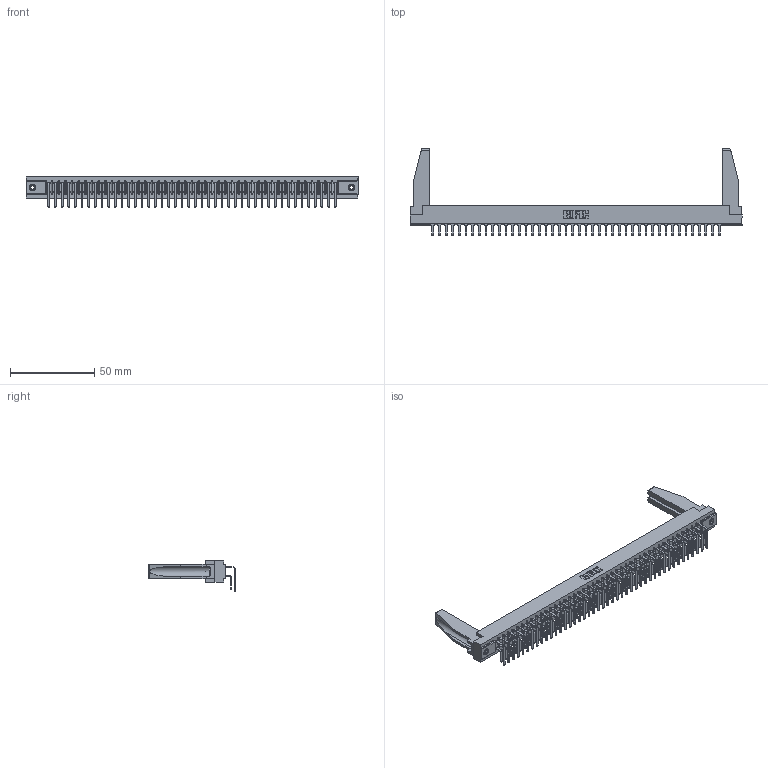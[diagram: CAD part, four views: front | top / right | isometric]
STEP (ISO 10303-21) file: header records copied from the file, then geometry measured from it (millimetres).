
FILE_DESCRIPTION (( 'STEP AP203' ), '1' );
FILE_NAME ('357-044-459-178.STEP', '2020-10-03T15:33:02', ( '' ), ( '' ), 'SwSTEP 2.0', 'SolidWorks 2020', '' );
FILE_SCHEMA (( 'CONFIG_CONTROL_DESIGN' ));
Length unit declared in the file: inch
Products named in the file (6): 307-220-078; 307-290-001_558 559 - 1 (Single); 307 Part_.156 Dia Mounting Holes; 307-290-001_559 - 2 (Single); 357-044-459-178; 345-250-001_345-250-001-102
Assembly tree (93 placements, depth 2):
  357-044-459-178
    307 Part_.156 Dia Mounting Holes
    307-290-001_558 559 - 1 (Single)  x44
    307-290-001_559 - 2 (Single)  x44
    307-220-078  x2
    345-250-001_345-250-001-102  x2
Bounding box: 197.36 x 51.4 x 18.07 mm (x, y, z)
Volume: 25384.3 mm3; surface area: 32312.7 mm2
Topology: 93 solids, 93 shells, 4693 faces, 13149 edges, 8518 vertices
Faces by surface type: plane 3058, cylinder 1529, sphere 90, cone 12, torus 4
Entity records: 42768 total; most frequent: CARTESIAN_POINT 7008, ORIENTED_EDGE 6904, DIRECTION 6816, EDGE_CURVE 3452, VECTOR 2652, LINE 2652, VERTEX_POINT 2232, AXIS2_PLACEMENT_3D 2082
